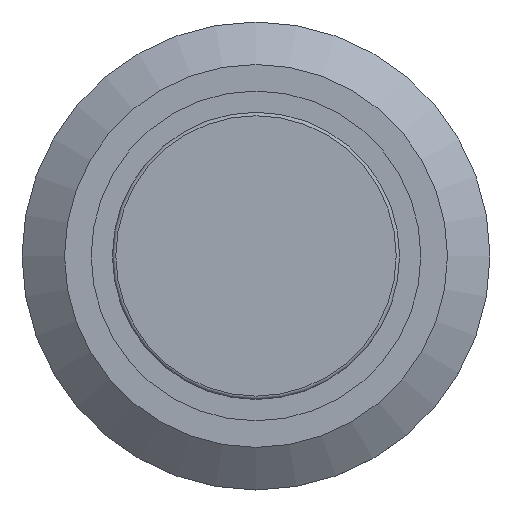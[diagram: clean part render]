
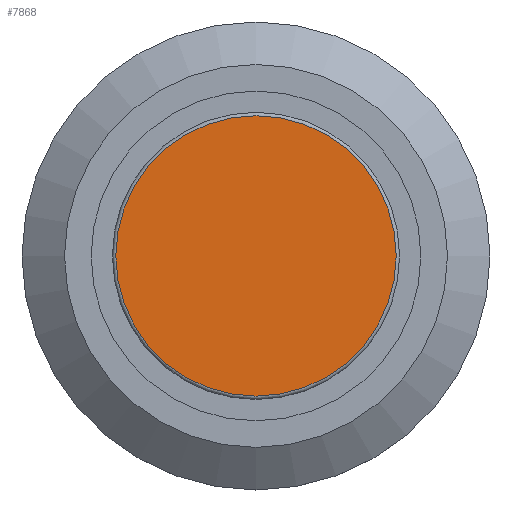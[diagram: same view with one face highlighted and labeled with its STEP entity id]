
A CAD part, top view. The second image highlights one B-rep face of the part: STEP entity #7868.
In plain terms, the highlighted planar face has unit normal (0, 0, 1).
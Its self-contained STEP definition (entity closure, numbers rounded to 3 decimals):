
#7848=CARTESIAN_POINT('',(-6.59,0.0,2.));
#7849=VERTEX_POINT('',#7848);
#7850=CARTESIAN_POINT('',(0.0,0.0,2.));
#7851=DIRECTION('',(0.0,0.0,-1.0));
#7852=DIRECTION('',(1.0,0.0,0.0));
#7853=AXIS2_PLACEMENT_3D('',#7850,#7851,#7852);
#7854=CIRCLE('',#7853,6.59);
#7855=EDGE_CURVE('',#7849,#7849,#7854,.T.);
#7860=CARTESIAN_POINT('',(-7.249,7.249,2.));
#7861=DIRECTION('',(0.0,0.0,-1.0));
#7862=DIRECTION('',(-1.0,0.0,0.0));
#7863=AXIS2_PLACEMENT_3D('',#7860,#7861,#7862);
#7864=PLANE('',#7863);
#7865=ORIENTED_EDGE('',*,*,#7855,.F.);
#7866=EDGE_LOOP('',(#7865));
#7867=FACE_OUTER_BOUND('',#7866,.T.);
#7868=ADVANCED_FACE('',(#7867),#7864,.F.);
